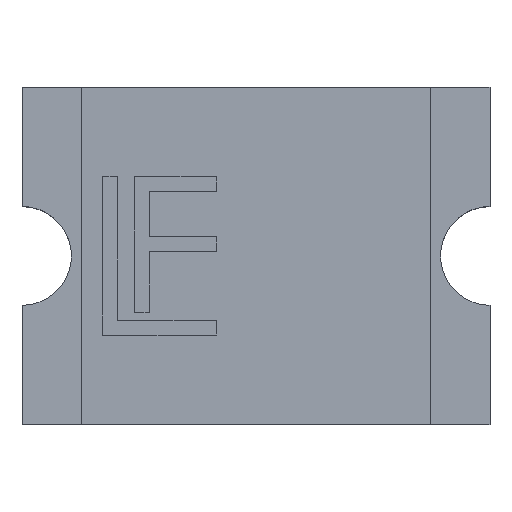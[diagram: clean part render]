
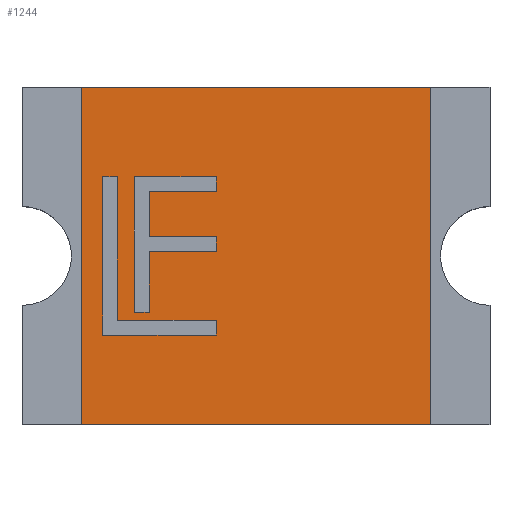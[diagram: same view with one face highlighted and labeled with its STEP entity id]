
A CAD part, top view. The second image highlights one B-rep face of the part: STEP entity #1244.
In plain terms, the highlighted planar face has unit normal (0, 0, 1).
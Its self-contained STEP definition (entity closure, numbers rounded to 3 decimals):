
#35 = CARTESIAN_POINT ( 'NONE',  ( -1.765, -1.705, 1.34 ) ) ;
#116 = ORIENTED_EDGE ( 'NONE', *, *, #942, .T. ) ;
#128 = ORIENTED_EDGE ( 'NONE', *, *, #636, .T. ) ;
#136 = CARTESIAN_POINT ( 'NONE',  ( -1.765, 1.705, 1.34 ) ) ;
#146 = EDGE_CURVE ( 'NONE', #1644, #592, #783, .T. ) ;
#181 = LINE ( 'NONE', #291, #695 ) ;
#237 = CARTESIAN_POINT ( 'NONE',  ( -1.765, 1.705, 1.34 ) ) ;
#262 = ORIENTED_EDGE ( 'NONE', *, *, #438, .T. ) ;
#291 = CARTESIAN_POINT ( 'NONE',  ( -1.765, 1.705, 1.34 ) ) ;
#393 = ORIENTED_EDGE ( 'NONE', *, *, #146, .T. ) ;
#395 = DIRECTION ( 'NONE',  ( -1., 0., 0. ) ) ;
#438 = EDGE_CURVE ( 'NONE', #1278, #1644, #1539, .T. ) ;
#592 = VERTEX_POINT ( 'NONE', #237 ) ;
#636 = EDGE_CURVE ( 'NONE', #1636, #1278, #1272, .T. ) ;
#662 = CARTESIAN_POINT ( 'NONE',  ( 1.765, 1.705, 1.34 ) ) ;
#691 = DIRECTION ( 'NONE',  ( 0., 0., 1. ) ) ;
#695 = VECTOR ( 'NONE', #1103, 1000. ) ;
#783 = LINE ( 'NONE', #136, #1549 ) ;
#785 = VECTOR ( 'NONE', #1509, 1000. ) ;
#827 = CARTESIAN_POINT ( 'NONE',  ( -1.765, -1.705, 1.34 ) ) ;
#853 = CARTESIAN_POINT ( 'NONE',  ( 1.765, 1.705, 1.34 ) ) ;
#942 = EDGE_CURVE ( 'NONE', #592, #1636, #181, .T. ) ;
#944 = PLANE ( 'NONE',  #1489 ) ;
#964 = DIRECTION ( 'NONE',  ( 1., 0., 0. ) ) ;
#993 = CARTESIAN_POINT ( 'NONE',  ( -1.765, -1.705, 1.34 ) ) ;
#1097 = DIRECTION ( 'NONE',  ( 0., 1., 0. ) ) ;
#1103 = DIRECTION ( 'NONE',  ( 0., -1., 0. ) ) ;
#1244 = ADVANCED_FACE ( 'NONE', ( #1365 ), #944, .T. ) ;
#1272 = LINE ( 'NONE', #993, #785 ) ;
#1278 = VERTEX_POINT ( 'NONE', #1613 ) ;
#1365 = FACE_OUTER_BOUND ( 'NONE', #1675, .T. ) ;
#1489 = AXIS2_PLACEMENT_3D ( 'NONE', #827, #691, #964 ) ;
#1509 = DIRECTION ( 'NONE',  ( 1., 0., 0. ) ) ;
#1539 = LINE ( 'NONE', #853, #1651 ) ;
#1549 = VECTOR ( 'NONE', #395, 1000. ) ;
#1613 = CARTESIAN_POINT ( 'NONE',  ( 1.765, -1.705, 1.34 ) ) ;
#1636 = VERTEX_POINT ( 'NONE', #35 ) ;
#1644 = VERTEX_POINT ( 'NONE', #662 ) ;
#1651 = VECTOR ( 'NONE', #1097, 1000. ) ;
#1675 = EDGE_LOOP ( 'NONE', ( #116, #128, #262, #393 ) ) ;
